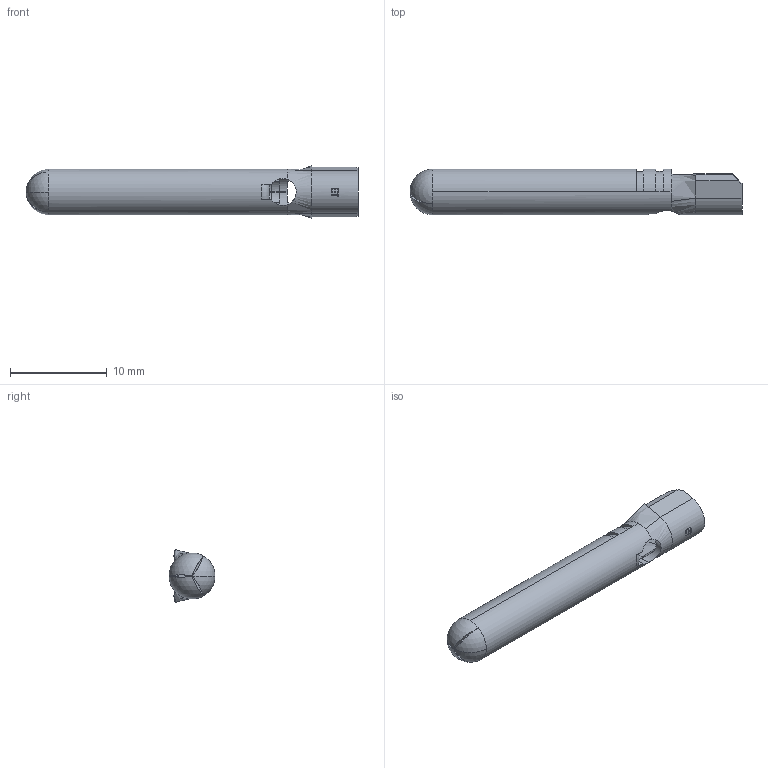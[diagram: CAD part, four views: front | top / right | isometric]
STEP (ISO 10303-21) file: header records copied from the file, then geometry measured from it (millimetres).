
FILE_DESCRIPTION (( 'STEP AP203' ), '1' );
FILE_NAME ('09298.STEP', '2015-02-18T20:42:55', ( '' ), ( '' ), 'SwSTEP 2.0', 'SolidWorks 2014', '' );
FILE_SCHEMA (( 'CONFIG_CONTROL_DESIGN' ));
Length unit declared in the file: inch
Products named in the file (1): 09298
Bounding box: 34.24 x 4.74 x 5.43 mm (x, y, z)
Volume: 285.8 mm3; surface area: 904.2 mm2
Topology: 1 solids, 1 shells, 182 faces, 471 edges, 285 vertices
Faces by surface type: plane 107, cylinder 49, sphere 8, bspline 8, cone 8, torus 2
Entity records: 5775 total; most frequent: CARTESIAN_POINT 1291, ORIENTED_EDGE 934, DIRECTION 912, EDGE_CURVE 467, LINE 308, VECTOR 308, AXIS2_PLACEMENT_3D 302, VERTEX_POINT 285
